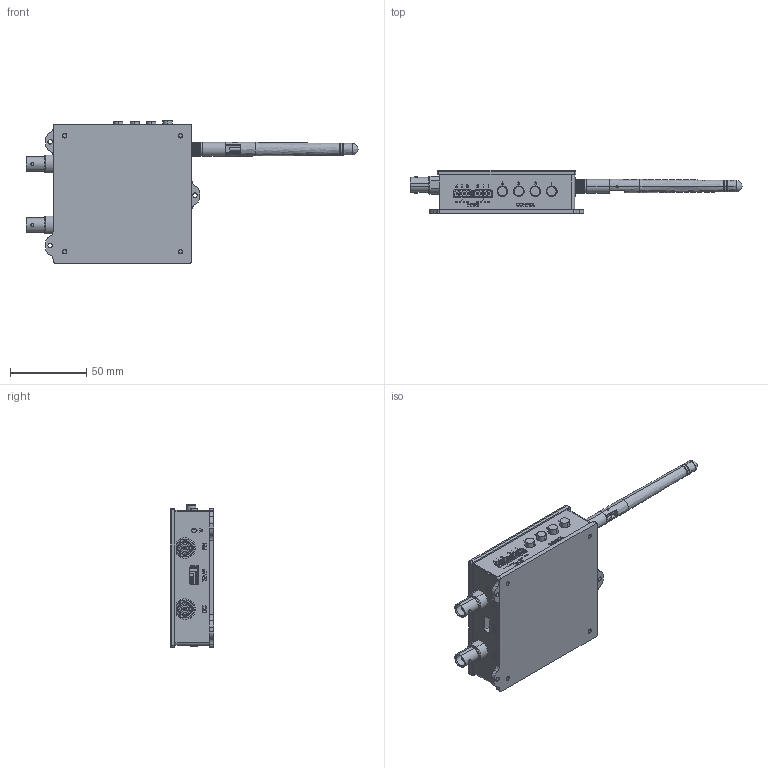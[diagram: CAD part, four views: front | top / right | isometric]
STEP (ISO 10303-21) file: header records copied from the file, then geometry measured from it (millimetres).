
FILE_DESCRIPTION (( 'STEP AP214' ), '1' );
FILE_NAME ('Assembly_TankBot _SW2016.STEP', '2019-11-19T18:16:31', ( '' ), ( '' ), 'SwSTEP 2.0', 'SolidWorks 2016', '' );
FILE_SCHEMA (( 'AUTOMOTIVE_DESIGN' ));
Length unit declared in the file: millimetre
Products named in the file (12): 120000400007001_Deco-TankBot_Predeterminado; Button Cap; Separador 6mm_Predeterminado; 120000500000003_Acrilico_base_Predeterminado; Assembly_TankBot _SW2016; 100002010_RS485; 120000400008002_Lateral1-TankBot_Predeterminado; 120000400009002_Lateral2-TankBot_Predeterminado; M3_Screw_CounterSunk_10; Acrilico - tapa_Predeterminado; Antenna; Separador 15mm_Predeterminado
Assembly tree (23 placements, depth 2):
  Assembly_TankBot _SW2016
    120000400008002_Lateral1-TankBot_Predeterminado
    120000400009002_Lateral2-TankBot_Predeterminado
    120000500000003_Acrilico_base_Predeterminado
    Separador 6mm_Predeterminado  x4
    Separador 15mm_Predeterminado  x4
    Acrilico - tapa_Predeterminado
    120000400007001_Deco-TankBot_Predeterminado
    M3_Screw_CounterSunk_10  x4
    Antenna
    Button Cap  x4
    100002010_RS485
Bounding box: 217.73 x 28.59 x 93.2 mm (x, y, z)
Volume: 64108.8 mm3; surface area: 107909.4 mm2
Topology: 23 solids, 854 shells, 5437 faces, 16614 edges, 12303 vertices
Faces by surface type: plane 3885, cylinder 703, bspline 650, cone 188, torus 11
Entity records: 222092 total; most frequent: CARTESIAN_POINT 79467, ORIENTED_EDGE 28133, DIRECTION 24979, EDGE_CURVE 16178, VECTOR 12807, LINE 12807, VERTEX_POINT 12042, AXIS2_PLACEMENT_3D 6086
